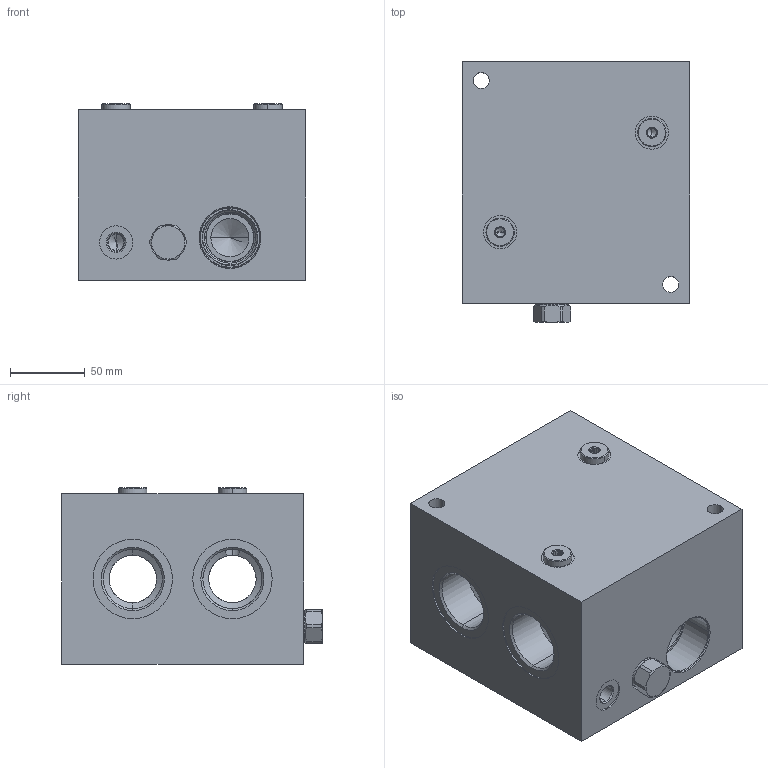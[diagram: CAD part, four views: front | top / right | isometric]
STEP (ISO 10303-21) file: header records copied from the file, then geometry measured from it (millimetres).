
FILE_DESCRIPTION (( 'STEP AP203' ), '1' );
FILE_NAME ('ML-240-RDK-17A3-17A3-G10AG-Z01.STEP', '2026-02-26T05:27:34', ( '' ), ( '' ), 'SwSTEP 2.0', 'SolidWorks 2018', '' );
FILE_SCHEMA (( 'CONFIG_CONTROL_DESIGN' ));
Length unit declared in the file: millimetre
Products named in the file (6): ML-240-RDK-17A3-17A3-G10AG-Z01; 6DBG02A001; 6GJF2A040_組合; 7DBG02A001; 4KE161101A001; 6EF240RDKG10T001_目錄
Assembly tree (6 placements, depth 3):
  ML-240-RDK-17A3-17A3-G10AG-Z01
    6EF240RDKG10T001_目錄
    7DBG02A001  x2
      4KE161101A001
      6DBG02A001
    6GJF2A040_組合
Bounding box: 152.4 x 174.5 x 118.3 mm (x, y, z)
Volume: 2270194.1 mm3; surface area: 201058.9 mm2
Topology: 6 solids, 6 shells, 452 faces, 1137 edges, 688 vertices
Faces by surface type: cylinder 203, cone 129, plane 81, torus 26, bspline 13
Entity records: 19811 total; most frequent: CARTESIAN_POINT 10216, ORIENTED_EDGE 1928, DIRECTION 1848, EDGE_CURVE 964, AXIS2_PLACEMENT_3D 755, VERTEX_POINT 588, EDGE_LOOP 440, ADVANCED_FACE 390
